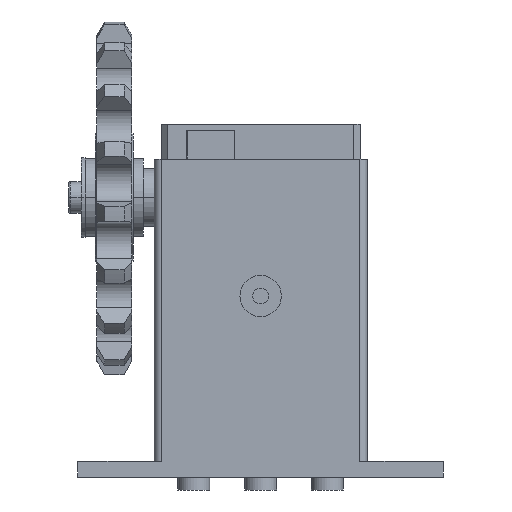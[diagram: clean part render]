
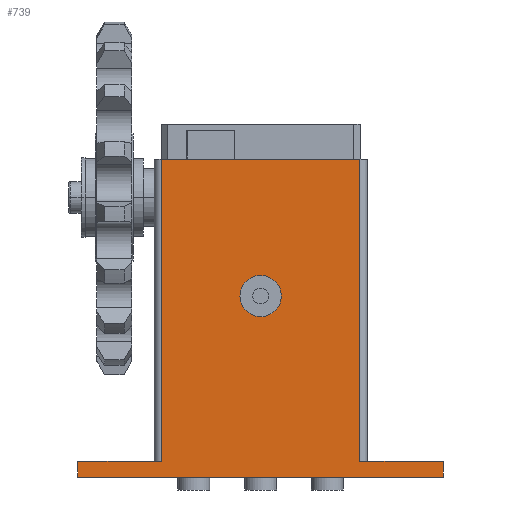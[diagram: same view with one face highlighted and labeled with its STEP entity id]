
A CAD part, left-side view. The second image highlights one B-rep face of the part: STEP entity #739.
In plain terms, the highlighted planar face has unit normal (-1, 0, 0).
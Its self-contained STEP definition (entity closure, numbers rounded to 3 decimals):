
#739=ADVANCED_FACE('',(#1493,#1494),#1495,.T.);
#1493=FACE_BOUND('',#2260,.T.);
#1494=FACE_OUTER_BOUND('',#2261,.T.);
#1495=PLANE('',#2262);
#2260=EDGE_LOOP('',(#4395,#4396));
#2261=EDGE_LOOP('',(#4397,#4398,#4399,#4400,#4401,#4402,#4403,#4404));
#2262=AXIS2_PLACEMENT_3D('',#4405,#4406,#4407);
#4395=ORIENTED_EDGE('',*,*,#5233,.T.);
#4396=ORIENTED_EDGE('',*,*,#5173,.T.);
#4397=ORIENTED_EDGE('',*,*,#5300,.T.);
#4398=ORIENTED_EDGE('',*,*,#5294,.T.);
#4399=ORIENTED_EDGE('',*,*,#5297,.T.);
#4400=ORIENTED_EDGE('',*,*,#5273,.F.);
#4401=ORIENTED_EDGE('',*,*,#5304,.T.);
#4402=ORIENTED_EDGE('',*,*,#5305,.F.);
#4403=ORIENTED_EDGE('',*,*,#5306,.T.);
#4404=ORIENTED_EDGE('',*,*,#5307,.T.);
#4405=CARTESIAN_POINT('',(-17.5,28.75,0.0));
#4406=DIRECTION('',(-1.0,0.0,0.0));
#4407=DIRECTION('',(0.0,-1.0,0.0));
#5173=EDGE_CURVE('',#6365,#6362,#6366,.T.);
#5233=EDGE_CURVE('',#6362,#6365,#6455,.T.);
#5273=EDGE_CURVE('',#6509,#6504,#6511,.T.);
#5294=EDGE_CURVE('',#6543,#6541,#6544,.T.);
#5297=EDGE_CURVE('',#6541,#6504,#6547,.T.);
#5300=EDGE_CURVE('',#6550,#6543,#6551,.T.);
#5304=EDGE_CURVE('',#6509,#6556,#6557,.T.);
#5305=EDGE_CURVE('',#6558,#6556,#6559,.T.);
#5306=EDGE_CURVE('',#6558,#6560,#6561,.T.);
#5307=EDGE_CURVE('',#6560,#6550,#6562,.T.);
#6362=VERTEX_POINT('',#8500);
#6365=VERTEX_POINT('',#8504);
#6366=CIRCLE('',#8505,6.5);
#6455=CIRCLE('',#8616,6.5);
#6504=VERTEX_POINT('',#8677);
#6509=VERTEX_POINT('',#8683);
#6511=LINE('',#8685,#8686);
#6541=VERTEX_POINT('',#8726);
#6543=VERTEX_POINT('',#8728);
#6544=LINE('',#8729,#8730);
#6547=LINE('',#8733,#8734);
#6550=VERTEX_POINT('',#8738);
#6551=LINE('',#8739,#8740);
#6556=VERTEX_POINT('',#8747);
#6557=LINE('',#8748,#8749);
#6558=VERTEX_POINT('',#8750);
#6559=LINE('',#8751,#8752);
#6560=VERTEX_POINT('',#8753);
#6561=LINE('',#8754,#8755);
#6562=LINE('',#8756,#8757);
#8500=CARTESIAN_POINT('',(-17.5,-6.5,57.0));
#8504=CARTESIAN_POINT('',(-17.5,6.5,57.0));
#8505=AXIS2_PLACEMENT_3D('',#9561,#9562,#9563);
#8616=AXIS2_PLACEMENT_3D('',#9646,#9647,#9648);
#8677=CARTESIAN_POINT('',(-17.5,31.2,100.0));
#8683=CARTESIAN_POINT('',(-17.5,31.2,5.0));
#8685=CARTESIAN_POINT('',(-17.5,31.2,5.0));
#8686=VECTOR('',#9704,1.0);
#8726=CARTESIAN_POINT('',(-17.5,-31.2,100.0));
#8728=CARTESIAN_POINT('',(-17.5,-31.2,5.0));
#8729=CARTESIAN_POINT('',(-17.5,-31.2,5.0));
#8730=VECTOR('',#9730,1.0);
#8733=CARTESIAN_POINT('',(-17.5,0.0,100.0));
#8734=VECTOR('',#9734,1.0);
#8738=CARTESIAN_POINT('',(-17.5,-57.5,5.0));
#8739=CARTESIAN_POINT('',(-17.5,0.0,5.0));
#8740=VECTOR('',#9736,1.0);
#8747=CARTESIAN_POINT('',(-17.5,57.5,5.0));
#8748=CARTESIAN_POINT('',(-17.5,0.0,5.0));
#8749=VECTOR('',#9739,1.0);
#8750=CARTESIAN_POINT('',(-17.5,57.5,0.0));
#8751=CARTESIAN_POINT('',(-17.5,57.5,0.0));
#8752=VECTOR('',#9740,1.0);
#8753=CARTESIAN_POINT('',(-17.5,-57.5,0.0));
#8754=CARTESIAN_POINT('',(-17.5,0.0,0.0));
#8755=VECTOR('',#9741,1.0);
#8756=CARTESIAN_POINT('',(-17.5,-57.5,0.0));
#8757=VECTOR('',#9742,1.0);
#9561=CARTESIAN_POINT('',(-17.5,0.0,57.0));
#9562=DIRECTION('',(1.0,0.0,-0.0));
#9563=DIRECTION('',(0.0,-1.0,0.0));
#9646=CARTESIAN_POINT('',(-17.5,0.0,57.0));
#9647=DIRECTION('',(1.0,0.0,-0.0));
#9648=DIRECTION('',(0.0,-1.0,0.0));
#9704=DIRECTION('',(0.0,0.0,1.0));
#9730=DIRECTION('',(0.0,0.0,1.0));
#9734=DIRECTION('',(0.0,1.0,-0.0));
#9736=DIRECTION('',(0.0,1.0,-0.0));
#9739=DIRECTION('',(0.0,1.0,-0.0));
#9740=DIRECTION('',(0.0,0.0,1.0));
#9741=DIRECTION('',(0.0,-1.0,0.0));
#9742=DIRECTION('',(0.0,0.0,1.0));
